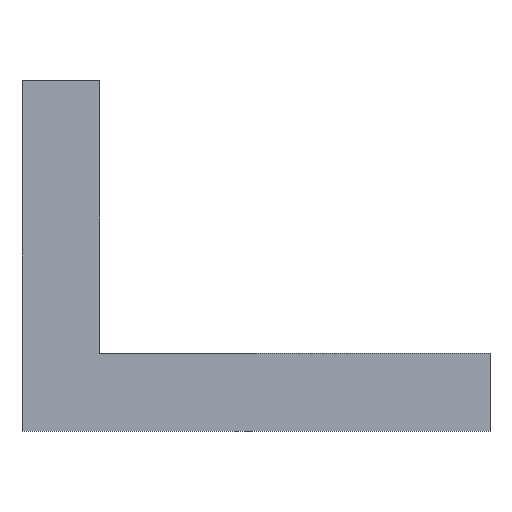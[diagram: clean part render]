
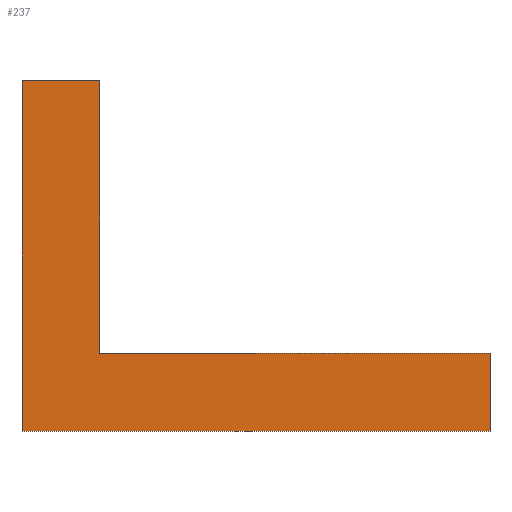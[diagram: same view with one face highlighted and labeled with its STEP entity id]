
A CAD part, front view. The second image highlights one B-rep face of the part: STEP entity #237.
In plain terms, the highlighted planar face has unit normal (0, -1, 0).
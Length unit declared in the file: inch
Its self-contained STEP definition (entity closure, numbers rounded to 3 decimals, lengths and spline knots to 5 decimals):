
#34=CARTESIAN_POINT('',(2.76705,5.342,0.28075));
#35=VERTEX_POINT('',#34);
#42=CARTESIAN_POINT('',(2.76705,5.342,-0.15575));
#43=VERTEX_POINT('',#42);
#44=CARTESIAN_POINT('',(2.76705,5.342,-0.15575));
#45=DIRECTION('',(0.,0.,1.));
#46=VECTOR('',#45,1.);
#47=LINE('',#44,#46);
#48=EDGE_CURVE('',#43,#35,#47,.T.);
#72=CARTESIAN_POINT('',(2.64205,5.342,0.28075));
#73=VERTEX_POINT('',#72);
#80=CARTESIAN_POINT('',(2.64205,5.342,0.28075));
#81=DIRECTION('',(1.,0.,0.));
#82=VECTOR('',#81,1.);
#83=LINE('',#80,#82);
#84=EDGE_CURVE('',#73,#35,#83,.T.);
#103=CARTESIAN_POINT('',(2.64205,5.342,-0.28075));
#104=VERTEX_POINT('',#103);
#111=CARTESIAN_POINT('',(2.64205,5.342,-0.28075));
#112=DIRECTION('',(0.,0.,1.));
#113=VECTOR('',#112,1.);
#114=LINE('',#111,#113);
#115=EDGE_CURVE('',#104,#73,#114,.T.);
#134=CARTESIAN_POINT('',(3.39205,5.342,-0.28075));
#135=VERTEX_POINT('',#134);
#142=CARTESIAN_POINT('',(3.39205,5.342,-0.28075));
#143=DIRECTION('',(-1.,0.,0.));
#144=VECTOR('',#143,1.);
#145=LINE('',#142,#144);
#146=EDGE_CURVE('',#135,#104,#145,.T.);
#165=CARTESIAN_POINT('',(3.39205,5.342,-0.15575));
#166=VERTEX_POINT('',#165);
#173=CARTESIAN_POINT('',(3.39205,5.342,-0.15575));
#174=DIRECTION('',(0.,0.,-1.));
#175=VECTOR('',#174,1.);
#176=LINE('',#173,#175);
#177=EDGE_CURVE('',#166,#135,#176,.T.);
#195=CARTESIAN_POINT('',(3.39205,5.342,-0.15575));
#196=DIRECTION('',(-1.,0.,0.));
#197=VECTOR('',#196,1.);
#198=LINE('',#195,#197);
#199=EDGE_CURVE('',#166,#43,#198,.T.);
#224=ORIENTED_EDGE('',*,*,#199,.T.);
#225=ORIENTED_EDGE('',*,*,#48,.T.);
#226=ORIENTED_EDGE('',*,*,#84,.F.);
#227=ORIENTED_EDGE('',*,*,#115,.F.);
#228=ORIENTED_EDGE('',*,*,#146,.F.);
#229=ORIENTED_EDGE('',*,*,#177,.F.);
#230=EDGE_LOOP('',(#224,#225,#226,#227,#228,#229));
#231=FACE_OUTER_BOUND('',#230,.T.);
#232=CARTESIAN_POINT('',(3.19685,5.342,-0.15575));
#233=DIRECTION('',(0.,1.,0.));
#234=DIRECTION('',(-1.,0.,0.));
#235=AXIS2_PLACEMENT_3D('',#232,#233,#234);
#236=PLANE('',#235);
#237=ADVANCED_FACE('',(#231),#236,.F.);
